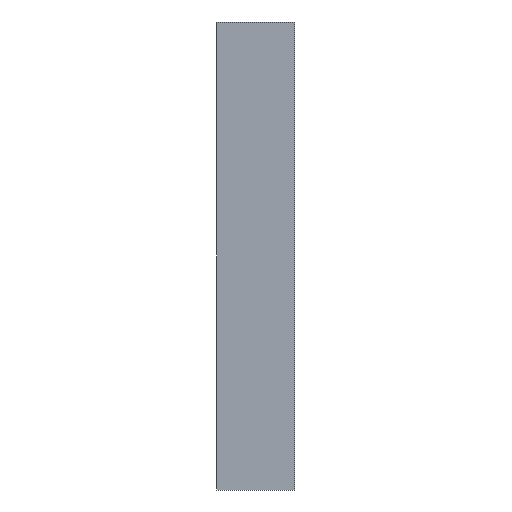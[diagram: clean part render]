
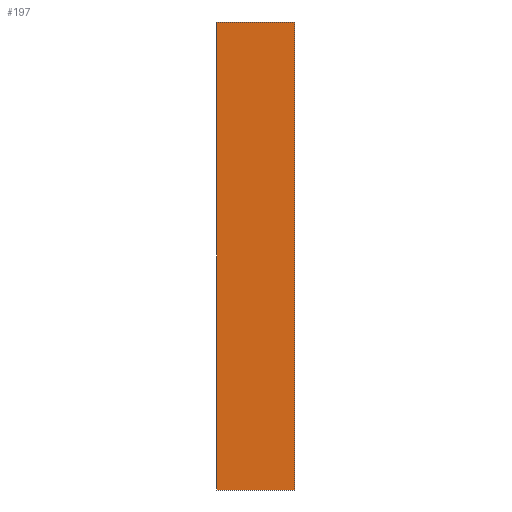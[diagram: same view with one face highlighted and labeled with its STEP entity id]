
A CAD part, left-side view. The second image highlights one B-rep face of the part: STEP entity #197.
In plain terms, the highlighted planar face has unit normal (-1, 0, 0).
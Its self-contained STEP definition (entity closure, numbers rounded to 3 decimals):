
#37 = VERTEX_POINT ( 'NONE', #537 ) ;
#60 = ORIENTED_EDGE ( 'NONE', *, *, #582, .T. ) ;
#65 = EDGE_CURVE ( 'NONE', #37, #464, #572, .T. ) ;
#184 = VERTEX_POINT ( 'NONE', #314 ) ;
#186 = ORIENTED_EDGE ( 'NONE', *, *, #583, .F. ) ;
#190 = EDGE_LOOP ( 'NONE', ( #60, #194, #186, #200 ) ) ;
#194 = ORIENTED_EDGE ( 'NONE', *, *, #196, .F. ) ;
#196 = EDGE_CURVE ( 'NONE', #184, #211, #355, .T. ) ;
#197 = ADVANCED_FACE ( 'NONE', ( #364 ), #357, .F. ) ;
#200 = ORIENTED_EDGE ( 'NONE', *, *, #65, .T. ) ;
#211 = VERTEX_POINT ( 'NONE', #341 ) ;
#314 = CARTESIAN_POINT ( 'NONE',  ( -45., 15., 45. ) ) ;
#315 = DIRECTION ( 'NONE',  ( 1., 0., 0. ) ) ;
#316 = AXIS2_PLACEMENT_3D ( 'NONE', #356, #315, #348 ) ;
#341 = CARTESIAN_POINT ( 'NONE',  ( -45., 0., 45. ) ) ;
#348 = DIRECTION ( 'NONE',  ( 0., 0., -1. ) ) ;
#353 = DIRECTION ( 'NONE',  ( 0., -1., 0. ) ) ;
#354 = VECTOR ( 'NONE', #353, 1000. ) ;
#355 = LINE ( 'NONE', #366, #354 ) ;
#356 = CARTESIAN_POINT ( 'NONE',  ( -45., 15., 45. ) ) ;
#357 = PLANE ( 'NONE',  #316 ) ;
#364 = FACE_OUTER_BOUND ( 'NONE', #190, .T. ) ;
#366 = CARTESIAN_POINT ( 'NONE',  ( -45., 15., 45. ) ) ;
#370 = DIRECTION ( 'NONE',  ( 0., 0., 1. ) ) ;
#371 = VECTOR ( 'NONE', #370, 1000. ) ;
#374 = DIRECTION ( 'NONE',  ( 0., 0., 1. ) ) ;
#375 = VECTOR ( 'NONE', #374, 1000. ) ;
#376 = LINE ( 'NONE', #383, #375 ) ;
#383 = CARTESIAN_POINT ( 'NONE',  ( -45., 0., 45. ) ) ;
#384 = CARTESIAN_POINT ( 'NONE',  ( -45., 0., -45. ) ) ;
#388 = CARTESIAN_POINT ( 'NONE',  ( -45., 15., 45. ) ) ;
#389 = LINE ( 'NONE', #388, #371 ) ;
#464 = VERTEX_POINT ( 'NONE', #384 ) ;
#526 = DIRECTION ( 'NONE',  ( 0., -1., 0. ) ) ;
#527 = CARTESIAN_POINT ( 'NONE',  ( -45., 15., -45. ) ) ;
#537 = CARTESIAN_POINT ( 'NONE',  ( -45., 15., -45. ) ) ;
#547 = VECTOR ( 'NONE', #526, 1000. ) ;
#572 = LINE ( 'NONE', #527, #547 ) ;
#582 = EDGE_CURVE ( 'NONE', #464, #211, #376, .T. ) ;
#583 = EDGE_CURVE ( 'NONE', #37, #184, #389, .T. ) ;
